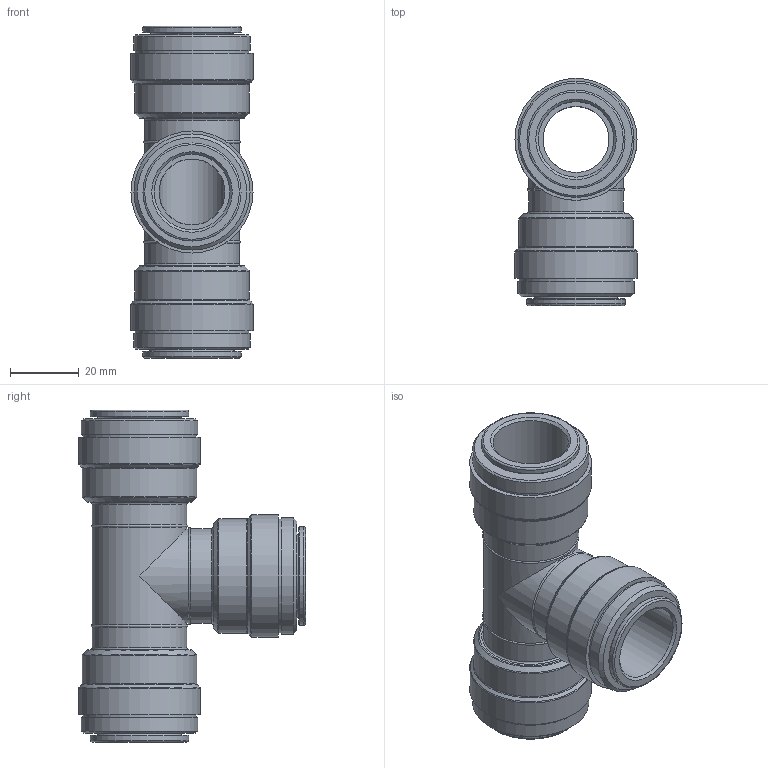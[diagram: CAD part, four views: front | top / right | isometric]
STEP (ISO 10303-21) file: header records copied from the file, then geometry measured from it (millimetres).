
FILE_DESCRIPTION(/* description */ ('STEP AP214'),/* implementation_level */ '2;1');
FILE_NAME(/* name */ '177690_CQT-22',/* time_stamp */ '2024-08-08T14:33:31+02:00',/* author */ ('License CC BY-ND 4.0'),/* organization */ ('CADENAS'),/* preprocessor_version */ 'ST-DEVELOPER v19.3',/* originating_system */ 'PARTsolutions',/* authorisation */ ' ');
FILE_SCHEMA (('AUTOMOTIVE_DESIGN {1 0 10303 214 3 1 1}'));
Length unit declared in the file: millimetre
Products named in the file (1): 177690 CQT-22
Bounding box: 35.5 x 66.05 x 96.6 mm (x, y, z)
Volume: 53703.3 mm3; surface area: 25253 mm2
Topology: 1 solids, 1 shells, 88 faces, 162 edges, 93 vertices
Faces by surface type: cylinder 28, torus 27, plane 21, cone 12
Full cylindrical faces by diameter (mm): 19.2 x2, 22 x3, 23.95 x3, 27.5 x5, 28.55 x3, 33 x3, 33.3 x3, 33.8 x3, 35.5 x3
Entity records: 1832 total; most frequent: DIRECTION 360, CARTESIAN_POINT 271, ORIENTED_EDGE 182, AXIS2_PLACEMENT_3D 180, EDGE_LOOP 178, FACE_BOUND 178, EDGE_CURVE 91, VERTEX_POINT 91
